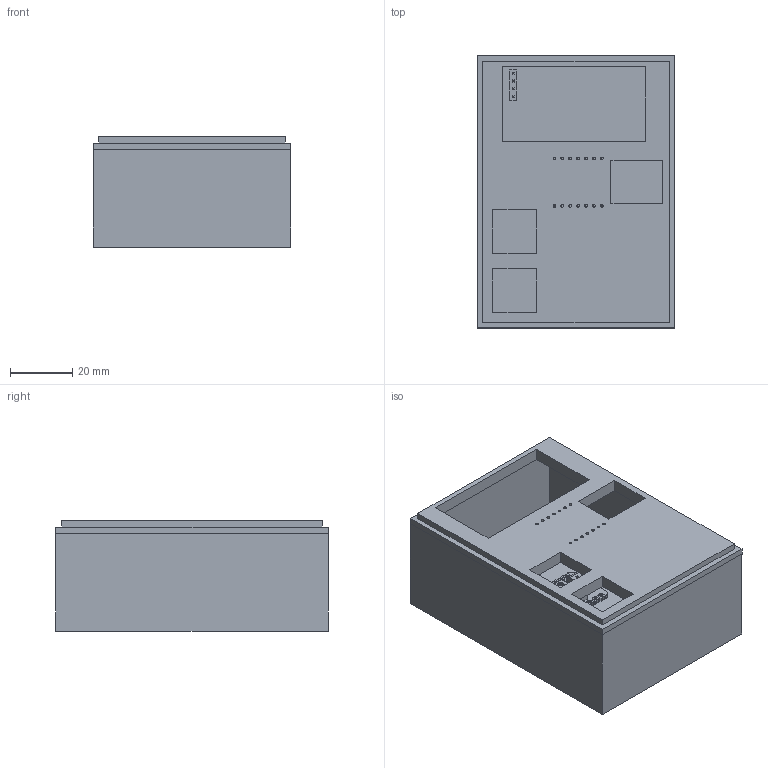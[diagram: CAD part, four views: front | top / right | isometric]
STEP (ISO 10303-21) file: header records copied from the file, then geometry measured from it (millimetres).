
FILE_DESCRIPTION(/* description */ ('KiCad electronic assembly'),/* implementation_level */ '2;1');
FILE_NAME(/* name */ 'new_project2_full.step',/* time_stamp */ '2026-01-22T11:52:58+01:00',/* author */ (''),/* organization */ (''),/* preprocessor_version */ 'ST-DEVELOPER v20.1',/* originating_system */ 'Autodesk Translation Framework v14.21.0.0',/* authorisation */ '');
FILE_SCHEMA (('AUTOMOTIVE_DESIGN { 1 0 10303 214 3 1 1 }'));
Length unit declared in the file: millimetre
Products named in the file (14): 2026-01-18-15-43-33-262; 2026-01-18-15-43-33-263; 2026-01-18-15-43-33-264; 2026-01-22-10-12-42-524; 2026-01-22-10-12-42-525; 2026-01-22-10-12-42-526; 2026-01-22-10-12-42-527; 2026-01-22-10-12-42-528; 2026-01-22-10-12-42-529; 2026-01-22-10-12-42-532; 2026-01-22-10-12-42-535; 2026-01-22-10-12-42-537; 2026-01-22-10-12-42-538; 2026-01-22-10-12-42-539
Assembly tree (13 placements, depth 5):
  2026-01-18-15-43-33-262
    2026-01-18-15-43-33-263
    2026-01-18-15-43-33-264
    2026-01-22-10-12-42-524
      2026-01-22-10-12-42-525
        2026-01-22-10-12-42-526
        2026-01-22-10-12-42-527
        2026-01-22-10-12-42-528
          2026-01-22-10-12-42-529
          2026-01-22-10-12-42-532
          2026-01-22-10-12-42-535
          2026-01-22-10-12-42-537
          2026-01-22-10-12-42-538
        2026-01-22-10-12-42-539
Bounding box: 63.5 x 87.5 x 35.5 mm (x, y, z)
Volume: 52617.3 mm3; surface area: 51787.5 mm2
Topology: 87 solids, 87 shells, 1437 faces, 3638 edges, 2376 vertices
Faces by surface type: plane 987, cylinder 237, bspline 185, torus 12, sphere 10, cone 6
Full cylindrical faces by diameter (mm): 0.4 x1, 0.5 x2, 0.8 x14, 0.889 x28, 1 x9, 1.5 x6, 1.7 x4, 2 x1, 4 x2, 7 x1
Entity records: 44745 total; most frequent: CARTESIAN_POINT 9929, ORIENTED_EDGE 7260, DIRECTION 6340, EDGE_CURVE 3630, LINE 2766, VECTOR 2766, VERTEX_POINT 2376, AXIS2_PLACEMENT_3D 1787
